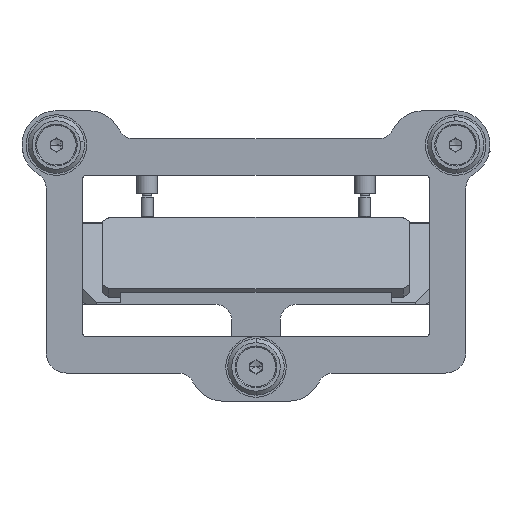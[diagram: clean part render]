
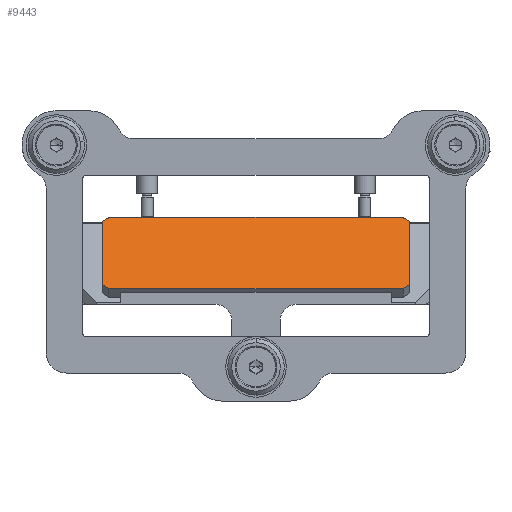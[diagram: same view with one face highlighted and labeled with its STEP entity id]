
A CAD part, front view. The second image highlights one B-rep face of the part: STEP entity #9443.
In plain terms, the highlighted planar face has unit normal (0, -0.707, 0.707).
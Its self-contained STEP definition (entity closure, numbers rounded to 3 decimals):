
#33 = VERTEX_POINT ( 'NONE', #217 ) ;
#60 = EDGE_CURVE ( 'NONE', #5164, #1475, #7841, .T. ) ;
#67 = LINE ( 'NONE', #8241, #9090 ) ;
#217 = CARTESIAN_POINT ( 'NONE',  ( -38., 184.278, 7.778 ) ) ;
#303 = VECTOR ( 'NONE', #5657, 1000. ) ;
#589 = EDGE_CURVE ( 'NONE', #6184, #5591, #6248, .T. ) ;
#637 = DIRECTION ( 'NONE',  ( 0.707, -0.5, -0.5 ) ) ;
#887 = EDGE_CURVE ( 'NONE', #5591, #33, #6966, .T. ) ;
#1020 = DIRECTION ( 'NONE',  ( -0.707, -0.5, -0.5 ) ) ;
#1301 = VECTOR ( 'NONE', #637, 1000. ) ;
#1475 = VERTEX_POINT ( 'NONE', #4292 ) ;
#1595 = CARTESIAN_POINT ( 'NONE',  ( -36.5, 167.661, -8.839 ) ) ;
#1748 = DIRECTION ( 'NONE',  ( 0., 0.707, -0.707 ) ) ;
#1824 = CARTESIAN_POINT ( 'NONE',  ( -36.5, 167.661, -8.839 ) ) ;
#1840 = ORIENTED_EDGE ( 'NONE', *, *, #589, .T. ) ;
#1881 = CARTESIAN_POINT ( 'NONE',  ( 38., 168.722, -7.778 ) ) ;
#2464 = VECTOR ( 'NONE', #6398, 1000. ) ;
#2526 = VERTEX_POINT ( 'NONE', #5228 ) ;
#2617 = ORIENTED_EDGE ( 'NONE', *, *, #2834, .T. ) ;
#2621 = CARTESIAN_POINT ( 'NONE',  ( 36.5, 185.339, 8.839 ) ) ;
#2666 = VECTOR ( 'NONE', #8359, 1000. ) ;
#2834 = EDGE_CURVE ( 'NONE', #3791, #2526, #8903, .T. ) ;
#3034 = DIRECTION ( 'NONE',  ( -0.707, 0.5, 0.5 ) ) ;
#3205 = VECTOR ( 'NONE', #7621, 1000. ) ;
#3319 = CARTESIAN_POINT ( 'NONE',  ( -38., 168.722, -7.778 ) ) ;
#3333 = PLANE ( 'NONE',  #5757 ) ;
#3537 = ORIENTED_EDGE ( 'NONE', *, *, #887, .T. ) ;
#3658 = DIRECTION ( 'NONE',  ( 0., -0.707, -0.707 ) ) ;
#3732 = CARTESIAN_POINT ( 'NONE',  ( 38., 184.278, 7.778 ) ) ;
#3791 = VERTEX_POINT ( 'NONE', #1881 ) ;
#4193 = EDGE_CURVE ( 'NONE', #8901, #5164, #6983, .T. ) ;
#4292 = CARTESIAN_POINT ( 'NONE',  ( 36.5, 167.661, -8.839 ) ) ;
#4934 = LINE ( 'NONE', #7279, #6670 ) ;
#5164 = VERTEX_POINT ( 'NONE', #1595 ) ;
#5228 = CARTESIAN_POINT ( 'NONE',  ( 38., 184.278, 7.778 ) ) ;
#5252 = LINE ( 'NONE', #6856, #3205 ) ;
#5449 = FACE_OUTER_BOUND ( 'NONE', #7817, .T. ) ;
#5530 = EDGE_CURVE ( 'NONE', #2526, #6184, #67, .T. ) ;
#5591 = VERTEX_POINT ( 'NONE', #6152 ) ;
#5657 = DIRECTION ( 'NONE',  ( -1., 0., 0. ) ) ;
#5757 = AXIS2_PLACEMENT_3D ( 'NONE', #7104, #1748, #6368 ) ;
#6152 = CARTESIAN_POINT ( 'NONE',  ( -36.5, 185.339, 8.839 ) ) ;
#6184 = VERTEX_POINT ( 'NONE', #2621 ) ;
#6248 = LINE ( 'NONE', #7829, #303 ) ;
#6368 = DIRECTION ( 'NONE',  ( -1., 0., 0. ) ) ;
#6398 = DIRECTION ( 'NONE',  ( 1., 0., 0. ) ) ;
#6670 = VECTOR ( 'NONE', #3658, 1000. ) ;
#6856 = CARTESIAN_POINT ( 'NONE',  ( 36.5, 167.661, -8.839 ) ) ;
#6880 = ORIENTED_EDGE ( 'NONE', *, *, #5530, .T. ) ;
#6966 = LINE ( 'NONE', #7677, #8693 ) ;
#6983 = LINE ( 'NONE', #7313, #1301 ) ;
#7014 = ORIENTED_EDGE ( 'NONE', *, *, #60, .T. ) ;
#7104 = CARTESIAN_POINT ( 'NONE',  ( 0., -49.251, -225.751 ) ) ;
#7279 = CARTESIAN_POINT ( 'NONE',  ( -38., 184.278, 7.778 ) ) ;
#7313 = CARTESIAN_POINT ( 'NONE',  ( -38., 168.722, -7.778 ) ) ;
#7391 = EDGE_CURVE ( 'NONE', #1475, #3791, #5252, .T. ) ;
#7588 = ORIENTED_EDGE ( 'NONE', *, *, #7655, .T. ) ;
#7621 = DIRECTION ( 'NONE',  ( 0.707, 0.5, 0.5 ) ) ;
#7655 = EDGE_CURVE ( 'NONE', #33, #8901, #4934, .T. ) ;
#7677 = CARTESIAN_POINT ( 'NONE',  ( -38., 184.278, 7.778 ) ) ;
#7817 = EDGE_LOOP ( 'NONE', ( #1840, #3537, #7588, #9217, #7014, #9396, #2617, #6880 ) ) ;
#7829 = CARTESIAN_POINT ( 'NONE',  ( -36.5, 185.339, 8.839 ) ) ;
#7841 = LINE ( 'NONE', #1824, #2464 ) ;
#8241 = CARTESIAN_POINT ( 'NONE',  ( 36.5, 185.339, 8.839 ) ) ;
#8359 = DIRECTION ( 'NONE',  ( 0., 0.707, 0.707 ) ) ;
#8693 = VECTOR ( 'NONE', #1020, 1000. ) ;
#8901 = VERTEX_POINT ( 'NONE', #3319 ) ;
#8903 = LINE ( 'NONE', #3732, #2666 ) ;
#9090 = VECTOR ( 'NONE', #3034, 1000. ) ;
#9217 = ORIENTED_EDGE ( 'NONE', *, *, #4193, .T. ) ;
#9396 = ORIENTED_EDGE ( 'NONE', *, *, #7391, .T. ) ;
#9443 = ADVANCED_FACE ( 'NONE', ( #5449 ), #3333, .F. ) ;
